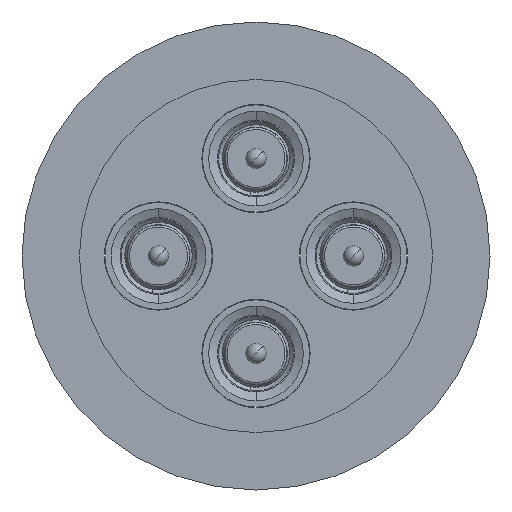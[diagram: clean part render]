
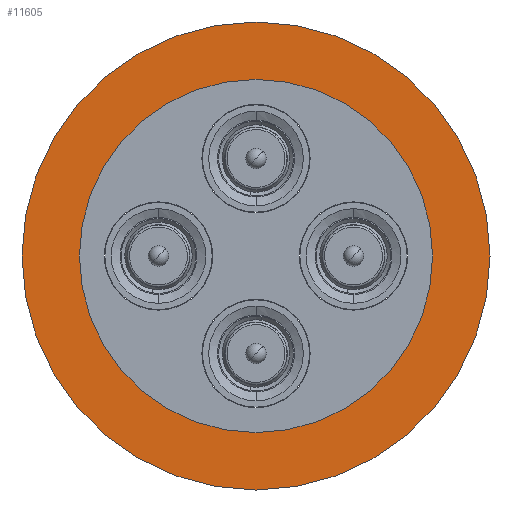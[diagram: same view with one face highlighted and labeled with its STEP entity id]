
A CAD part, front view. The second image highlights one B-rep face of the part: STEP entity #11605.
In plain terms, the highlighted planar face has unit normal (0, -1, 0).
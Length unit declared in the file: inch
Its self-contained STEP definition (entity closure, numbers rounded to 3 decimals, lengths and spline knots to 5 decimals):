
#38 = AXIS2_PLACEMENT_3D ( 'NONE', #10049, #10059, #10060 ) ;
#507 = CARTESIAN_POINT ( 'NONE',  ( 0.815, 0., 0. ) ) ;
#1599 = CARTESIAN_POINT ( 'NONE',  ( -0.815, 0., 0. ) ) ;
#2363 = CIRCLE ( 'NONE', #3219, 1.08 ) ;
#2385 = CIRCLE ( 'NONE', #3226, 0.815 ) ;
#3219 = AXIS2_PLACEMENT_3D ( 'NONE', #12161, #12162, #12163 ) ;
#3226 = AXIS2_PLACEMENT_3D ( 'NONE', #12200, #12201, #12202 ) ;
#3498 = VERTEX_POINT ( 'NONE', #4021 ) ;
#3502 = VERTEX_POINT ( 'NONE', #3997 ) ;
#3673 = VERTEX_POINT ( 'NONE', #1599 ) ;
#3997 = CARTESIAN_POINT ( 'NONE',  ( 1.08, 0., 0. ) ) ;
#4021 = CARTESIAN_POINT ( 'NONE',  ( -1.08, 0., 0. ) ) ;
#4398 = CIRCLE ( 'NONE', #11160, 0.815 ) ;
#4459 = CIRCLE ( 'NONE', #11189, 1.08 ) ;
#6039 = CARTESIAN_POINT ( 'NONE',  ( 0., 0., 0. ) ) ;
#6040 = DIRECTION ( 'NONE',  ( 0., -1., 0. ) ) ;
#6041 = DIRECTION ( 'NONE',  ( -1., 0., 0. ) ) ;
#6382 = ORIENTED_EDGE ( 'NONE', *, *, #11934, .F. ) ;
#6471 = CARTESIAN_POINT ( 'NONE',  ( 0., 0., 0. ) ) ;
#6472 = DIRECTION ( 'NONE',  ( 0., 1., 0. ) ) ;
#6473 = DIRECTION ( 'NONE',  ( 1., 0., 0. ) ) ;
#7498 = ORIENTED_EDGE ( 'NONE', *, *, #7685, .F. ) ;
#7499 = ORIENTED_EDGE ( 'NONE', *, *, #11982, .F. ) ;
#7500 = ORIENTED_EDGE ( 'NONE', *, *, #7699, .F. ) ;
#7538 = VERTEX_POINT ( 'NONE', #507 ) ;
#7685 = EDGE_CURVE ( 'NONE', #3502, #3498, #2363, .T. ) ;
#7699 = EDGE_CURVE ( 'NONE', #7538, #3673, #2385, .T. ) ;
#7991 = FACE_BOUND ( 'NONE', #9610, .T. ) ;
#7992 = FACE_OUTER_BOUND ( 'NONE', #9609, .T. ) ;
#9609 = EDGE_LOOP ( 'NONE', ( #7499, #7498 ) ) ;
#9610 = EDGE_LOOP ( 'NONE', ( #6382, #7500 ) ) ;
#10049 = CARTESIAN_POINT ( 'NONE',  ( 0., 0., 0. ) ) ;
#10057 = PLANE ( 'NONE',  #38 ) ;
#10059 = DIRECTION ( 'NONE',  ( 0., 1., 0. ) ) ;
#10060 = DIRECTION ( 'NONE',  ( 1., 0., 0. ) ) ;
#11160 = AXIS2_PLACEMENT_3D ( 'NONE', #6039, #6040, #6041 ) ;
#11189 = AXIS2_PLACEMENT_3D ( 'NONE', #6471, #6472, #6473 ) ;
#11605 = ADVANCED_FACE ( 'NONE', ( #7991, #7992 ), #10057, .F. ) ;
#11934 = EDGE_CURVE ( 'NONE', #3673, #7538, #4398, .T. ) ;
#11982 = EDGE_CURVE ( 'NONE', #3498, #3502, #4459, .T. ) ;
#12161 = CARTESIAN_POINT ( 'NONE',  ( 0., 0., 0. ) ) ;
#12162 = DIRECTION ( 'NONE',  ( 0., 1., 0. ) ) ;
#12163 = DIRECTION ( 'NONE',  ( 1., 0., 0. ) ) ;
#12200 = CARTESIAN_POINT ( 'NONE',  ( 0., 0., 0. ) ) ;
#12201 = DIRECTION ( 'NONE',  ( 0., -1., 0. ) ) ;
#12202 = DIRECTION ( 'NONE',  ( -1., 0., 0. ) ) ;
